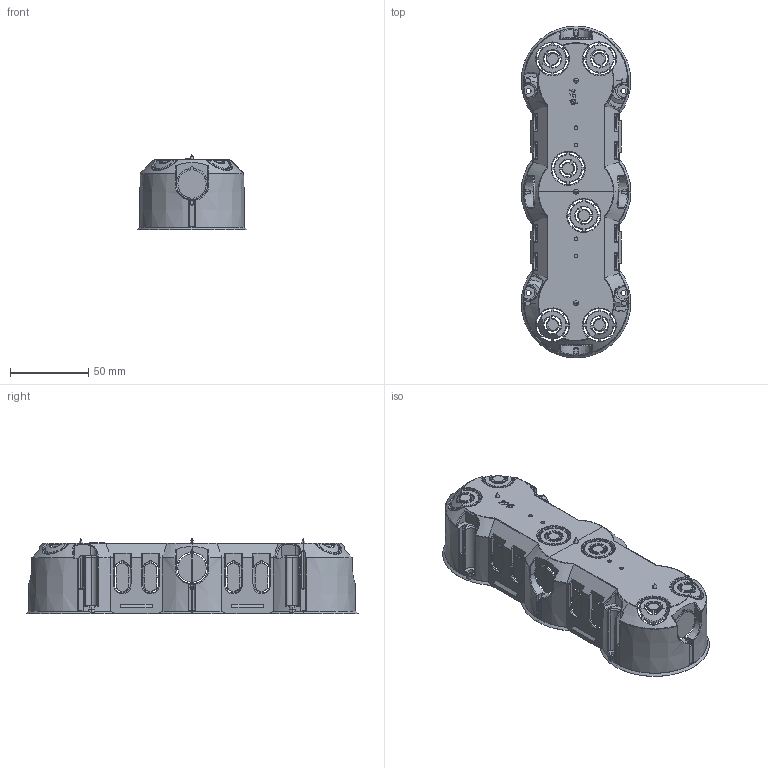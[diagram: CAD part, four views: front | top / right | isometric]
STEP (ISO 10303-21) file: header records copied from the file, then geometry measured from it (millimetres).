
FILE_DESCRIPTION (( 'STEP AP203' ), '1' );
FILE_NAME ('GE40009-ﾎ.STEP', '2021-10-12T10:12:40', ( '' ), ( '' ), 'SwSTEP 2.0', 'SolidWorks 2018', '' );
FILE_SCHEMA (( 'CONFIG_CONTROL_DESIGN' ));
Length unit declared in the file: millimetre
Products named in the file (1): GE40009-ﾎ
Bounding box: 70 x 212 x 48.22 mm (x, y, z)
Volume: 60125.8 mm3; surface area: 83888.1 mm2
Topology: 21 solids, 21 shells, 2981 faces, 8139 edges, 5102 vertices
Faces by surface type: plane 1249, cylinder 906, bspline 504, cone 322
Entity records: 113622 total; most frequent: CARTESIAN_POINT 44303, ORIENTED_EDGE 16230, DIRECTION 12253, EDGE_CURVE 8115, VERTEX_POINT 5102, VECTOR 4357, LINE 4357, AXIS2_PLACEMENT_3D 3948
